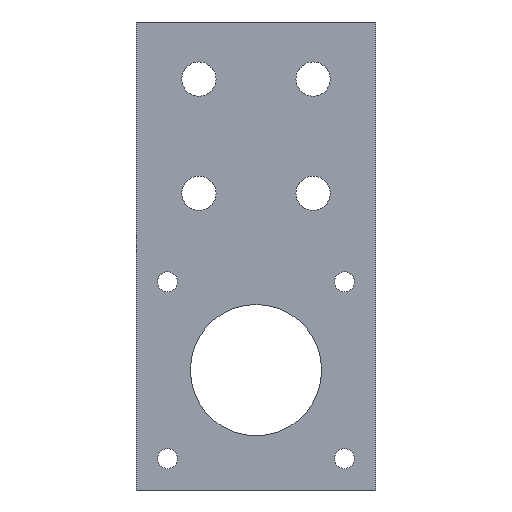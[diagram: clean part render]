
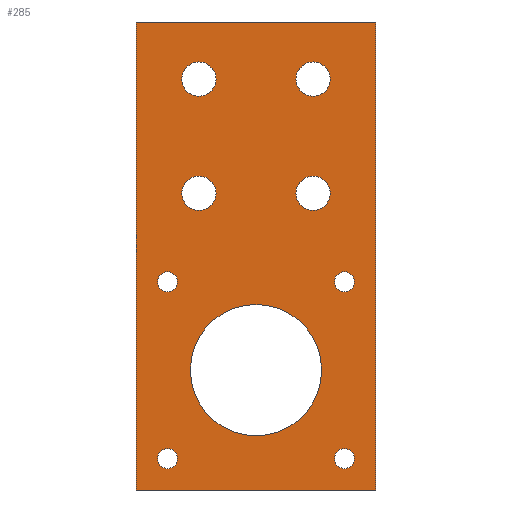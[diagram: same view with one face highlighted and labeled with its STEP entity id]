
A CAD part, front view. The second image highlights one B-rep face of the part: STEP entity #285.
In plain terms, the highlighted planar face has unit normal (0, -1, 0).
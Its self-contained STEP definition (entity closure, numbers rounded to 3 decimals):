
#15=LINE('',#426,#27);
#19=LINE('',#459,#31);
#22=LINE('',#465,#34);
#25=LINE('',#470,#37);
#27=VECTOR('',#350,42.);
#31=VECTOR('',#386,82.);
#34=VECTOR('',#391,42.);
#37=VECTOR('',#396,82.);
#43=PLANE('',#320);
#54=FACE_BOUND('',#110,.T.);
#55=FACE_BOUND('',#111,.T.);
#56=FACE_BOUND('',#112,.T.);
#57=FACE_BOUND('',#113,.T.);
#58=FACE_BOUND('',#114,.T.);
#59=FACE_BOUND('',#115,.T.);
#60=FACE_BOUND('',#116,.T.);
#61=FACE_BOUND('',#117,.T.);
#62=FACE_BOUND('',#118,.T.);
#85=FACE_OUTER_BOUND('',#109,.T.);
#109=EDGE_LOOP('',(#237,#238,#239,#240));
#110=EDGE_LOOP('',(#241));
#111=EDGE_LOOP('',(#242));
#112=EDGE_LOOP('',(#243));
#113=EDGE_LOOP('',(#244));
#114=EDGE_LOOP('',(#245));
#115=EDGE_LOOP('',(#246));
#116=EDGE_LOOP('',(#247));
#117=EDGE_LOOP('',(#248));
#118=EDGE_LOOP('',(#249));
#130=CIRCLE('',#291,3.);
#132=CIRCLE('',#294,3.);
#134=CIRCLE('',#297,3.);
#136=CIRCLE('',#300,3.);
#138=CIRCLE('',#304,1.75);
#140=CIRCLE('',#307,1.75);
#142=CIRCLE('',#310,1.75);
#144=CIRCLE('',#313,1.75);
#146=CIRCLE('',#316,11.5);
#148=VERTEX_POINT('',#406);
#150=VERTEX_POINT('',#411);
#152=VERTEX_POINT('',#416);
#154=VERTEX_POINT('',#421);
#155=VERTEX_POINT('',#424);
#156=VERTEX_POINT('',#425);
#160=VERTEX_POINT('',#435);
#162=VERTEX_POINT('',#440);
#164=VERTEX_POINT('',#445);
#166=VERTEX_POINT('',#450);
#168=VERTEX_POINT('',#455);
#169=VERTEX_POINT('',#458);
#171=VERTEX_POINT('',#464);
#174=EDGE_CURVE('',#148,#148,#130,.T.);
#176=EDGE_CURVE('',#150,#150,#132,.T.);
#178=EDGE_CURVE('',#152,#152,#134,.T.);
#180=EDGE_CURVE('',#154,#154,#136,.T.);
#181=EDGE_CURVE('',#155,#156,#15,.T.);
#186=EDGE_CURVE('',#160,#160,#138,.T.);
#188=EDGE_CURVE('',#162,#162,#140,.T.);
#190=EDGE_CURVE('',#164,#164,#142,.T.);
#192=EDGE_CURVE('',#166,#166,#144,.T.);
#194=EDGE_CURVE('',#168,#168,#146,.T.);
#195=EDGE_CURVE('',#155,#169,#19,.T.);
#198=EDGE_CURVE('',#169,#171,#22,.T.);
#201=EDGE_CURVE('',#171,#156,#25,.T.);
#237=ORIENTED_EDGE('',*,*,#195,.T.);
#238=ORIENTED_EDGE('',*,*,#198,.T.);
#239=ORIENTED_EDGE('',*,*,#201,.T.);
#240=ORIENTED_EDGE('',*,*,#181,.F.);
#241=ORIENTED_EDGE('',*,*,#174,.T.);
#242=ORIENTED_EDGE('',*,*,#176,.T.);
#243=ORIENTED_EDGE('',*,*,#178,.T.);
#244=ORIENTED_EDGE('',*,*,#180,.T.);
#245=ORIENTED_EDGE('',*,*,#186,.T.);
#246=ORIENTED_EDGE('',*,*,#188,.T.);
#247=ORIENTED_EDGE('',*,*,#190,.T.);
#248=ORIENTED_EDGE('',*,*,#192,.T.);
#249=ORIENTED_EDGE('',*,*,#194,.T.);
#285=ADVANCED_FACE('',(#85,#54,#55,#56,#57,#58,#59,#60,#61,#62),#43,.F.);
#291=AXIS2_PLACEMENT_3D('',#407,#328,#329);
#294=AXIS2_PLACEMENT_3D('',#412,#334,#335);
#297=AXIS2_PLACEMENT_3D('',#417,#340,#341);
#300=AXIS2_PLACEMENT_3D('',#422,#346,#347);
#304=AXIS2_PLACEMENT_3D('',#436,#358,#359);
#307=AXIS2_PLACEMENT_3D('',#441,#364,#365);
#310=AXIS2_PLACEMENT_3D('',#446,#370,#371);
#313=AXIS2_PLACEMENT_3D('',#451,#376,#377);
#316=AXIS2_PLACEMENT_3D('',#456,#382,#383);
#320=AXIS2_PLACEMENT_3D('',#472,#398,#399);
#328=DIRECTION('center_axis',(0.,1.,0.));
#329=DIRECTION('ref_axis',(-1.,0.,0.));
#334=DIRECTION('center_axis',(0.,1.,0.));
#335=DIRECTION('ref_axis',(-1.,0.,0.));
#340=DIRECTION('center_axis',(0.,1.,0.));
#341=DIRECTION('ref_axis',(-1.,0.,0.));
#346=DIRECTION('center_axis',(0.,1.,0.));
#347=DIRECTION('ref_axis',(-1.,0.,0.));
#350=DIRECTION('',(1.,0.,0.));
#358=DIRECTION('center_axis',(0.,1.,0.));
#359=DIRECTION('ref_axis',(-1.,0.,0.));
#364=DIRECTION('center_axis',(0.,1.,0.));
#365=DIRECTION('ref_axis',(-1.,0.,0.));
#370=DIRECTION('center_axis',(0.,1.,0.));
#371=DIRECTION('ref_axis',(-1.,0.,0.));
#376=DIRECTION('center_axis',(0.,1.,0.));
#377=DIRECTION('ref_axis',(-1.,0.,0.));
#382=DIRECTION('center_axis',(0.,1.,0.));
#383=DIRECTION('ref_axis',(-1.,0.,0.));
#386=DIRECTION('',(0.,0.,-1.));
#391=DIRECTION('',(1.,0.,0.));
#396=DIRECTION('',(0.,0.,1.));
#398=DIRECTION('center_axis',(0.,1.,0.));
#399=DIRECTION('ref_axis',(0.,0.,1.));
#406=CARTESIAN_POINT('',(-7.,0.,31.));
#407=CARTESIAN_POINT('Origin',(-10.,0.,31.));
#411=CARTESIAN_POINT('',(13.,0.,51.));
#412=CARTESIAN_POINT('Origin',(10.,0.,51.));
#416=CARTESIAN_POINT('',(13.,0.,31.));
#417=CARTESIAN_POINT('Origin',(10.,0.,31.));
#421=CARTESIAN_POINT('',(-7.,0.,51.));
#422=CARTESIAN_POINT('Origin',(-10.,0.,51.));
#424=CARTESIAN_POINT('',(-21.,0.,61.));
#425=CARTESIAN_POINT('',(21.,0.,61.));
#426=CARTESIAN_POINT('',(-21.,0.,61.));
#435=CARTESIAN_POINT('',(17.25,0.,15.5));
#436=CARTESIAN_POINT('Origin',(15.5,0.,15.5));
#440=CARTESIAN_POINT('',(-13.75,0.,-15.5));
#441=CARTESIAN_POINT('Origin',(-15.5,0.,-15.5));
#445=CARTESIAN_POINT('',(-13.75,0.,15.5));
#446=CARTESIAN_POINT('Origin',(-15.5,0.,15.5));
#450=CARTESIAN_POINT('',(17.25,0.,-15.5));
#451=CARTESIAN_POINT('Origin',(15.5,0.,-15.5));
#455=CARTESIAN_POINT('',(11.5,0.,0.));
#456=CARTESIAN_POINT('Origin',(0.,0.,0.));
#458=CARTESIAN_POINT('',(-21.,0.,-21.));
#459=CARTESIAN_POINT('',(-21.,0.,21.));
#464=CARTESIAN_POINT('',(21.,0.,-21.));
#465=CARTESIAN_POINT('',(-21.,0.,-21.));
#470=CARTESIAN_POINT('',(21.,0.,21.));
#472=CARTESIAN_POINT('Origin',(0.,0.,0.));
